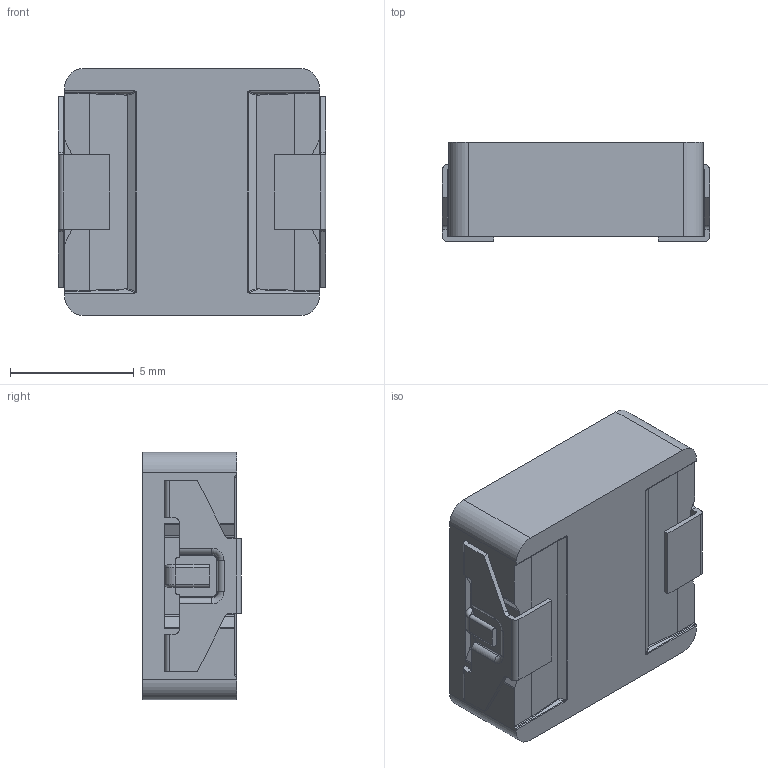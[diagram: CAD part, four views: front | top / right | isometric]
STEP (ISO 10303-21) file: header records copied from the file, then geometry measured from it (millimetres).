
FILE_DESCRIPTION (( 'STEP AP214' ), '1' );
FILE_NAME ('ETQP4M100KVC.STEP', '2025-04-08T21:26:13', ( '' ), ( '' ), 'SwSTEP 2.0', 'SolidWorks 2021', '' );
FILE_SCHEMA (( 'AUTOMOTIVE_DESIGN' ));
Length unit declared in the file: millimetre
Products named in the file (1): ETQP4M100KVC
Bounding box: 10.8 x 4 x 10 mm (x, y, z)
Volume: 387.6 mm3; surface area: 453.3 mm2
Topology: 1 solids, 1 shells, 203 faces, 556 edges, 352 vertices
Faces by surface type: cylinder 98, plane 75, torus 20, sphere 4, bspline 4, cone 2
Entity records: 7543 total; most frequent: CARTESIAN_POINT 1230, DIRECTION 1152, ORIENTED_EDGE 1112, EDGE_CURVE 556, AXIS2_PLACEMENT_3D 412, VERTEX_POINT 352, VECTOR 328, LINE 328
